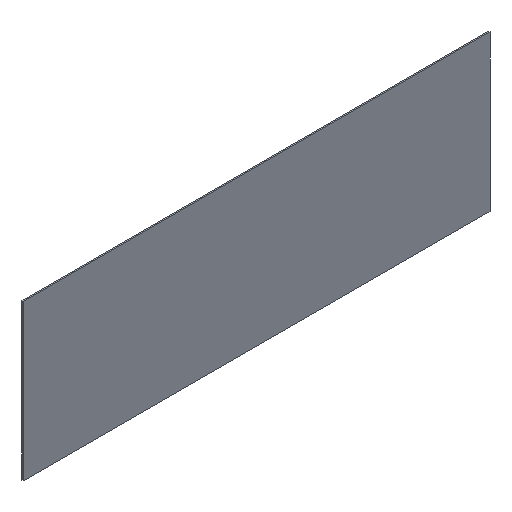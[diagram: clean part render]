
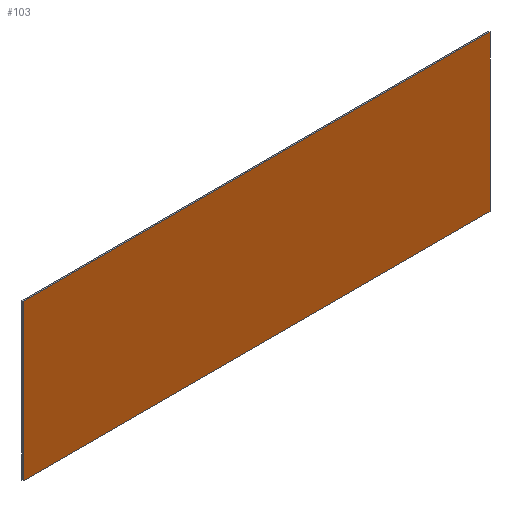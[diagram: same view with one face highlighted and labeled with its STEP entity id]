
A CAD part, isometric view. The second image highlights one B-rep face of the part: STEP entity #103.
In plain terms, the highlighted planar face has unit normal (0, -1, 0).
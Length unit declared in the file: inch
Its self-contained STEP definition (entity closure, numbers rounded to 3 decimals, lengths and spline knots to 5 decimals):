
#17=FACE_OUTER_BOUND('',#23,.T.);
#23=EDGE_LOOP('',(#79,#80,#81,#82));
#28=LINE('',#153,#40);
#33=LINE('',#162,#45);
#34=LINE('',#165,#46);
#35=LINE('',#166,#47);
#40=VECTOR('',#126,10.);
#45=VECTOR('',#133,30.);
#46=VECTOR('',#136,10.);
#47=VECTOR('',#137,30.);
#52=VERTEX_POINT('',#150);
#53=VERTEX_POINT('',#152);
#56=VERTEX_POINT('',#160);
#57=VERTEX_POINT('',#164);
#60=EDGE_CURVE('',#52,#53,#28,.T.);
#65=EDGE_CURVE('',#56,#52,#33,.T.);
#66=EDGE_CURVE('',#56,#57,#34,.T.);
#67=EDGE_CURVE('',#57,#53,#35,.T.);
#79=ORIENTED_EDGE('',*,*,#60,.F.);
#80=ORIENTED_EDGE('',*,*,#65,.F.);
#81=ORIENTED_EDGE('',*,*,#66,.T.);
#82=ORIENTED_EDGE('',*,*,#67,.T.);
#97=PLANE('',#117);
#103=ADVANCED_FACE('',(#17),#97,.T.);
#117=AXIS2_PLACEMENT_3D('',#163,#134,#135);
#126=DIRECTION('',(0.,0.,1.));
#133=DIRECTION('',(-1.,0.,0.));
#134=DIRECTION('center_axis',(0.,-1.,0.));
#135=DIRECTION('ref_axis',(0.,0.,-1.));
#136=DIRECTION('',(0.,0.,1.));
#137=DIRECTION('',(-1.,0.,0.));
#150=CARTESIAN_POINT('',(-15.,0.,0.));
#152=CARTESIAN_POINT('',(-15.,0.,10.));
#153=CARTESIAN_POINT('',(-15.,0.,0.));
#160=CARTESIAN_POINT('',(15.,0.,0.));
#162=CARTESIAN_POINT('',(15.,0.,0.));
#163=CARTESIAN_POINT('Origin',(-15.,0.,10.));
#164=CARTESIAN_POINT('',(15.,0.,10.));
#165=CARTESIAN_POINT('',(15.,0.,0.));
#166=CARTESIAN_POINT('',(15.,0.,10.));
